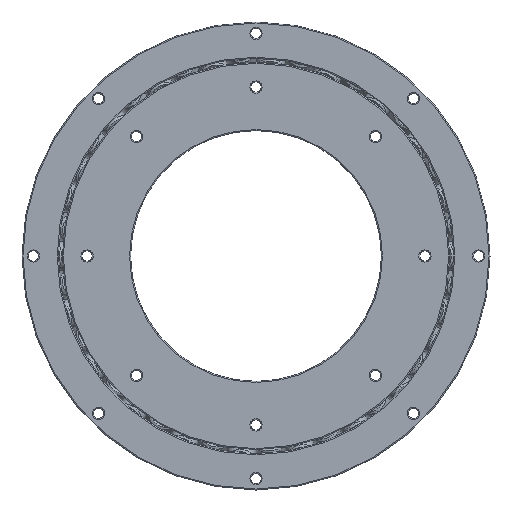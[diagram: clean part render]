
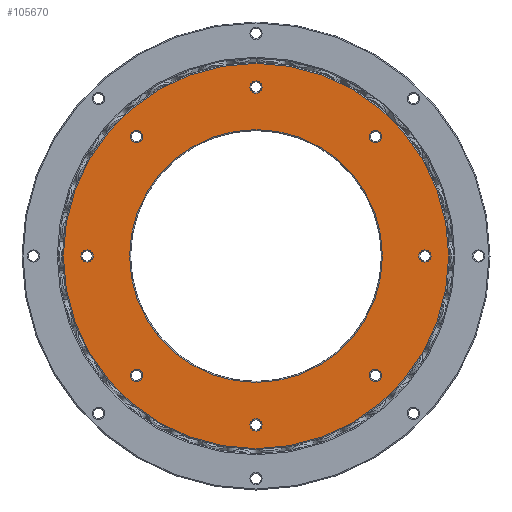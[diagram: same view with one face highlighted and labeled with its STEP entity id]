
A CAD part, front view. The second image highlights one B-rep face of the part: STEP entity #105670.
In plain terms, the highlighted planar face has unit normal (0, -1, 0).
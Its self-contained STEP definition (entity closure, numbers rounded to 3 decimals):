
#28144=FACE_BOUND('',#37556,.T.);
#28145=FACE_BOUND('',#37557,.T.);
#28146=FACE_BOUND('',#37558,.T.);
#28147=FACE_BOUND('',#37559,.T.);
#28148=FACE_BOUND('',#37560,.T.);
#28149=FACE_BOUND('',#37561,.T.);
#28150=FACE_BOUND('',#37562,.T.);
#28151=FACE_BOUND('',#37563,.T.);
#28152=FACE_BOUND('',#37564,.T.);
#28471=FACE_OUTER_BOUND('',#37555,.T.);
#37555=EDGE_LOOP('',(#69164,#69165));
#37556=EDGE_LOOP('',(#69166));
#37557=EDGE_LOOP('',(#69167,#69168));
#37558=EDGE_LOOP('',(#69169,#69170));
#37559=EDGE_LOOP('',(#69171,#69172));
#37560=EDGE_LOOP('',(#69173,#69174));
#37561=EDGE_LOOP('',(#69175,#69176));
#37562=EDGE_LOOP('',(#69177,#69178));
#37563=EDGE_LOOP('',(#69179,#69180));
#37564=EDGE_LOOP('',(#69181,#69182));
#46915=CIRCLE('',#115388,2.525);
#46920=CIRCLE('',#115393,2.525);
#46921=CIRCLE('',#115395,79.85);
#46922=CIRCLE('',#115396,79.85);
#46923=CIRCLE('',#115397,2.525);
#46924=CIRCLE('',#115398,2.525);
#46925=CIRCLE('',#115399,2.525);
#46926=CIRCLE('',#115400,2.525);
#46927=CIRCLE('',#115401,2.525);
#46928=CIRCLE('',#115402,2.525);
#46929=CIRCLE('',#115403,2.525);
#46930=CIRCLE('',#115404,2.525);
#46931=CIRCLE('',#115405,2.525);
#46932=CIRCLE('',#115406,2.525);
#46933=CIRCLE('',#115407,2.525);
#46934=CIRCLE('',#115408,52.4);
#46935=CIRCLE('',#115409,52.4);
#46936=CIRCLE('',#115410,2.525);
#46937=CIRCLE('',#115411,2.525);
#47683=VERTEX_POINT('',#160134);
#47684=VERTEX_POINT('',#160135);
#47688=VERTEX_POINT('',#160146);
#47689=VERTEX_POINT('',#160147);
#47690=VERTEX_POINT('',#160150);
#47691=VERTEX_POINT('',#160152);
#47692=VERTEX_POINT('',#160153);
#47693=VERTEX_POINT('',#160156);
#47694=VERTEX_POINT('',#160157);
#47695=VERTEX_POINT('',#160160);
#47696=VERTEX_POINT('',#160161);
#47697=VERTEX_POINT('',#160164);
#47698=VERTEX_POINT('',#160165);
#47699=VERTEX_POINT('',#160168);
#47700=VERTEX_POINT('',#160169);
#47701=VERTEX_POINT('',#160172);
#47702=VERTEX_POINT('',#160173);
#47703=VERTEX_POINT('',#160176);
#47704=VERTEX_POINT('',#160177);
#53671=EDGE_CURVE('',#47683,#47684,#46915,.T.);
#53676=EDGE_CURVE('',#47684,#47683,#46920,.T.);
#53677=EDGE_CURVE('',#47688,#47689,#46921,.T.);
#53678=EDGE_CURVE('',#47689,#47688,#46922,.T.);
#53679=EDGE_CURVE('',#47690,#47690,#46923,.T.);
#53680=EDGE_CURVE('',#47691,#47692,#46924,.T.);
#53681=EDGE_CURVE('',#47692,#47691,#46925,.T.);
#53682=EDGE_CURVE('',#47693,#47694,#46926,.T.);
#53683=EDGE_CURVE('',#47694,#47693,#46927,.T.);
#53684=EDGE_CURVE('',#47695,#47696,#46928,.T.);
#53685=EDGE_CURVE('',#47696,#47695,#46929,.T.);
#53686=EDGE_CURVE('',#47697,#47698,#46930,.T.);
#53687=EDGE_CURVE('',#47698,#47697,#46931,.T.);
#53688=EDGE_CURVE('',#47699,#47700,#46932,.T.);
#53689=EDGE_CURVE('',#47700,#47699,#46933,.T.);
#53690=EDGE_CURVE('',#47701,#47702,#46934,.T.);
#53691=EDGE_CURVE('',#47702,#47701,#46935,.T.);
#53692=EDGE_CURVE('',#47703,#47704,#46936,.T.);
#53693=EDGE_CURVE('',#47704,#47703,#46937,.T.);
#69164=ORIENTED_EDGE('',*,*,#53677,.F.);
#69165=ORIENTED_EDGE('',*,*,#53678,.F.);
#69166=ORIENTED_EDGE('',*,*,#53679,.F.);
#69167=ORIENTED_EDGE('',*,*,#53680,.F.);
#69168=ORIENTED_EDGE('',*,*,#53681,.F.);
#69169=ORIENTED_EDGE('',*,*,#53682,.F.);
#69170=ORIENTED_EDGE('',*,*,#53683,.F.);
#69171=ORIENTED_EDGE('',*,*,#53684,.F.);
#69172=ORIENTED_EDGE('',*,*,#53685,.F.);
#69173=ORIENTED_EDGE('',*,*,#53686,.F.);
#69174=ORIENTED_EDGE('',*,*,#53687,.F.);
#69175=ORIENTED_EDGE('',*,*,#53688,.F.);
#69176=ORIENTED_EDGE('',*,*,#53689,.F.);
#69177=ORIENTED_EDGE('',*,*,#53690,.F.);
#69178=ORIENTED_EDGE('',*,*,#53691,.F.);
#69179=ORIENTED_EDGE('',*,*,#53692,.F.);
#69180=ORIENTED_EDGE('',*,*,#53693,.F.);
#69181=ORIENTED_EDGE('',*,*,#53671,.F.);
#69182=ORIENTED_EDGE('',*,*,#53676,.F.);
#96975=PLANE('',#115394);
#105670=ADVANCED_FACE('',(#28471,#28144,#28145,#28146,#28147,#28148,#28149,
#28150,#28151,#28152),#96975,.T.);
#115388=AXIS2_PLACEMENT_3D('',#160136,#126637,#126638);
#115393=AXIS2_PLACEMENT_3D('',#160144,#126647,#126648);
#115394=AXIS2_PLACEMENT_3D('',#160145,#126649,#126650);
#115395=AXIS2_PLACEMENT_3D('',#160148,#126651,#126652);
#115396=AXIS2_PLACEMENT_3D('',#160149,#126653,#126654);
#115397=AXIS2_PLACEMENT_3D('',#160151,#126655,#126656);
#115398=AXIS2_PLACEMENT_3D('',#160154,#126657,#126658);
#115399=AXIS2_PLACEMENT_3D('',#160155,#126659,#126660);
#115400=AXIS2_PLACEMENT_3D('',#160158,#126661,#126662);
#115401=AXIS2_PLACEMENT_3D('',#160159,#126663,#126664);
#115402=AXIS2_PLACEMENT_3D('',#160162,#126665,#126666);
#115403=AXIS2_PLACEMENT_3D('',#160163,#126667,#126668);
#115404=AXIS2_PLACEMENT_3D('',#160166,#126669,#126670);
#115405=AXIS2_PLACEMENT_3D('',#160167,#126671,#126672);
#115406=AXIS2_PLACEMENT_3D('',#160170,#126673,#126674);
#115407=AXIS2_PLACEMENT_3D('',#160171,#126675,#126676);
#115408=AXIS2_PLACEMENT_3D('',#160174,#126677,#126678);
#115409=AXIS2_PLACEMENT_3D('',#160175,#126679,#126680);
#115410=AXIS2_PLACEMENT_3D('',#160178,#126681,#126682);
#115411=AXIS2_PLACEMENT_3D('',#160179,#126683,#126684);
#126637=DIRECTION('center_axis',(0.,-1.,0.));
#126638=DIRECTION('ref_axis',(1.,0.,0.));
#126647=DIRECTION('center_axis',(0.,-1.,0.));
#126648=DIRECTION('ref_axis',(1.,0.,0.));
#126649=DIRECTION('center_axis',(0.,-1.,0.));
#126650=DIRECTION('ref_axis',(0.,0.,-1.));
#126651=DIRECTION('center_axis',(0.,1.,0.));
#126652=DIRECTION('ref_axis',(-1.,0.,0.));
#126653=DIRECTION('center_axis',(0.,1.,0.));
#126654=DIRECTION('ref_axis',(-1.,0.,0.));
#126655=DIRECTION('center_axis',(0.,-1.,0.));
#126656=DIRECTION('ref_axis',(0.,0.,1.));
#126657=DIRECTION('center_axis',(0.,-1.,0.));
#126658=DIRECTION('ref_axis',(0.707,0.,-0.707));
#126659=DIRECTION('center_axis',(0.,-1.,0.));
#126660=DIRECTION('ref_axis',(0.707,0.,-0.707));
#126661=DIRECTION('center_axis',(0.,-1.,0.));
#126662=DIRECTION('ref_axis',(-0.707,0.,0.707));
#126663=DIRECTION('center_axis',(0.,-1.,0.));
#126664=DIRECTION('ref_axis',(-0.707,0.,0.707));
#126665=DIRECTION('center_axis',(0.,-1.,0.));
#126666=DIRECTION('ref_axis',(0.707,0.,0.707));
#126667=DIRECTION('center_axis',(0.,-1.,0.));
#126668=DIRECTION('ref_axis',(0.707,0.,0.707));
#126669=DIRECTION('center_axis',(0.,-1.,0.));
#126670=DIRECTION('ref_axis',(0.,0.,-1.));
#126671=DIRECTION('center_axis',(0.,-1.,0.));
#126672=DIRECTION('ref_axis',(0.,0.,-1.));
#126673=DIRECTION('center_axis',(0.,-1.,0.));
#126674=DIRECTION('ref_axis',(-0.707,0.,-0.707));
#126675=DIRECTION('center_axis',(0.,-1.,0.));
#126676=DIRECTION('ref_axis',(-0.707,0.,-0.707));
#126677=DIRECTION('center_axis',(0.,-1.,0.));
#126678=DIRECTION('ref_axis',(-1.,0.,0.));
#126679=DIRECTION('center_axis',(0.,-1.,0.));
#126680=DIRECTION('ref_axis',(-1.,0.,0.));
#126681=DIRECTION('center_axis',(0.,-1.,0.));
#126682=DIRECTION('ref_axis',(-1.,0.,0.));
#126683=DIRECTION('center_axis',(0.,-1.,0.));
#126684=DIRECTION('ref_axis',(-1.,0.,0.));
#160134=CARTESIAN_POINT('',(67.521,-9.5,0.));
#160135=CARTESIAN_POINT('',(70.046,-9.5,-2.525));
#160136=CARTESIAN_POINT('Origin',(70.046,-9.5,0.));
#160144=CARTESIAN_POINT('Origin',(70.046,-9.5,0.));
#160145=CARTESIAN_POINT('Origin',(52.,-9.5,0.));
#160146=CARTESIAN_POINT('',(79.85,-9.5,0.));
#160147=CARTESIAN_POINT('',(0.,-9.5,79.85));
#160148=CARTESIAN_POINT('Origin',(0.,-9.5,0.));
#160149=CARTESIAN_POINT('Origin',(0.,-9.5,0.));
#160150=CARTESIAN_POINT('',(0.,-9.5,67.521));
#160151=CARTESIAN_POINT('Origin',(0.,-9.5,
70.046));
#160152=CARTESIAN_POINT('',(47.745,-9.5,-47.745));
#160153=CARTESIAN_POINT('',(49.53,-9.5,-52.055));
#160154=CARTESIAN_POINT('Origin',(49.53,-9.5,-49.53));
#160155=CARTESIAN_POINT('Origin',(49.53,-9.5,-49.53));
#160156=CARTESIAN_POINT('',(-47.745,-9.5,47.745));
#160157=CARTESIAN_POINT('',(-49.53,-9.5,47.005));
#160158=CARTESIAN_POINT('Origin',(-49.53,-9.5,49.53));
#160159=CARTESIAN_POINT('Origin',(-49.53,-9.5,49.53));
#160160=CARTESIAN_POINT('',(47.745,-9.5,47.745));
#160161=CARTESIAN_POINT('',(49.53,-9.5,47.005));
#160162=CARTESIAN_POINT('Origin',(49.53,-9.5,49.53));
#160163=CARTESIAN_POINT('Origin',(49.53,-9.5,49.53));
#160164=CARTESIAN_POINT('',(0.,-9.5,-67.521));
#160165=CARTESIAN_POINT('',(0.,-9.5,-72.571));
#160166=CARTESIAN_POINT('Origin',(0.,-9.5,
-70.046));
#160167=CARTESIAN_POINT('Origin',(0.,-9.5,
-70.046));
#160168=CARTESIAN_POINT('',(-47.745,-9.5,-47.745));
#160169=CARTESIAN_POINT('',(-49.53,-9.5,-52.055));
#160170=CARTESIAN_POINT('Origin',(-49.53,-9.5,-49.53));
#160171=CARTESIAN_POINT('Origin',(-49.53,-9.5,-49.53));
#160172=CARTESIAN_POINT('',(52.4,-9.5,0.));
#160173=CARTESIAN_POINT('',(0.,-9.5,52.4));
#160174=CARTESIAN_POINT('Origin',(0.,-9.5,0.));
#160175=CARTESIAN_POINT('Origin',(0.,-9.5,0.));
#160176=CARTESIAN_POINT('',(-67.521,-9.5,0.));
#160177=CARTESIAN_POINT('',(-70.046,-9.5,-2.525));
#160178=CARTESIAN_POINT('Origin',(-70.046,-9.5,0.));
#160179=CARTESIAN_POINT('Origin',(-70.046,-9.5,0.));
